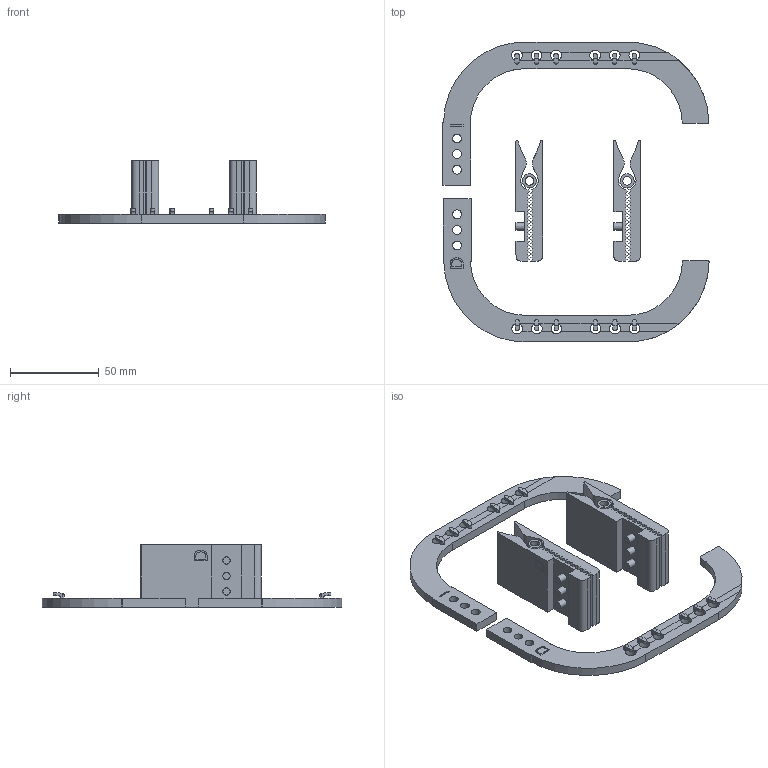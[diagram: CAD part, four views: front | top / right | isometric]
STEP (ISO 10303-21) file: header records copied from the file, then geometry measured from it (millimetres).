
FILE_DESCRIPTION(/* description */ (''),/* implementation_level */ '2;1');
FILE_NAME(/* name */ 'Ganchos_separados_corregidos.step',/* time_stamp */ '2020-08-12T15:21:29-04:00',/* author */ (''),/* organization */ (''),/* preprocessor_version */ 'ST-DEVELOPER v18',/* originating_system */ 'Autodesk Translation Framework v8.12.0.6',/* authorisation */ '');
FILE_SCHEMA (('AUTOMOTIVE_DESIGN { 1 0 10303 214 3 1 1 }'));
Length unit declared in the file: millimetre
Products named in the file (7): Ganchos _separados; Component1; Component5; Component2; Component3; Component6; Component4
Assembly tree (6 placements, depth 3):
  Ganchos _separados
    Component1
      Component5
    Component2
    Component3
      Component6
    Component4
Bounding box: 149.68 x 168.72 x 35 mm (x, y, z)
Volume: 78618.5 mm3; surface area: 48137.2 mm2
Topology: 4 solids, 4 shells, 462 faces, 1312 edges, 858 vertices
Faces by surface type: plane 312, cylinder 82, bspline 68
Full cylindrical faces by diameter (mm): 4.1 x6, 4.8 x2, 5 x6, 6 x12
Entity records: 18163 total; most frequent: CARTESIAN_POINT 6337, ORIENTED_EDGE 2624, DIRECTION 2148, EDGE_CURVE 1312, LINE 930, VECTOR 930, VERTEX_POINT 858, AXIS2_PLACEMENT_3D 609
